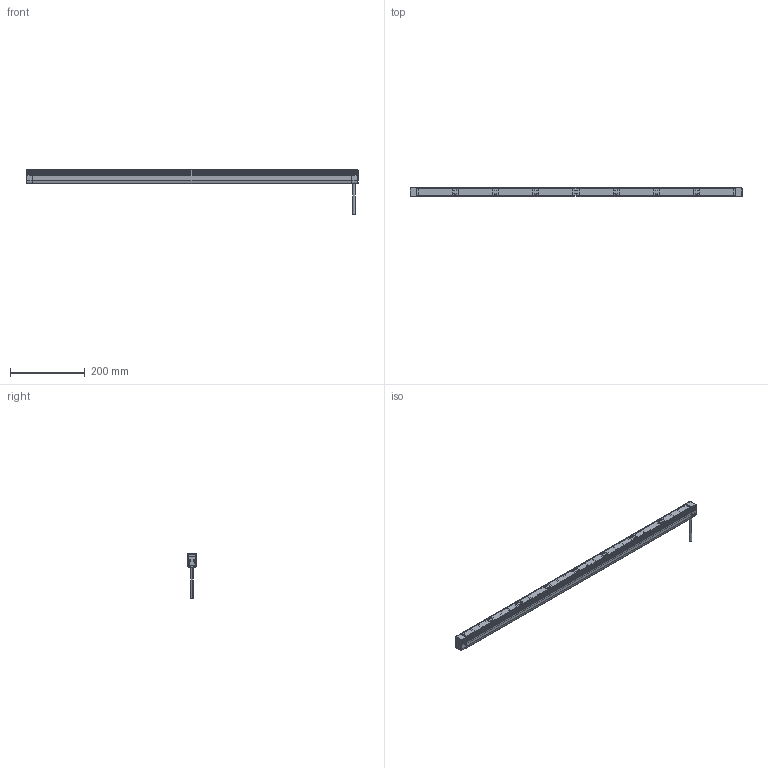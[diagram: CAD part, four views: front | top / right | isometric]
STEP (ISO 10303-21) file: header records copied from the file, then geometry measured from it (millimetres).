
FILE_DESCRIPTION((''),'2;1');
FILE_NAME('E10-8-EXTRUSION_SW0001_1_ASM_1_ASM','2025-08-11T16:13:26',('candice.wang'),(''),'CREO PARAMETRIC BY PTC INC, 2018100','CREO PARAMETRIC BY PTC INC, 2018100','');
FILE_SCHEMA(('AUTOMOTIVE_DESIGN { 1 0 10303 214 1 1 1 1 }'));
Products named in the file (3): E10-8-EXTRUSION_SW0001_1_1_1; E10-8-EXTRUSION_SW0001_1_2_1; E10-8-EXTRUSION_SW0001_1_ASM_1_ASM
Assembly tree (2 placements, depth 2):
  E10-8-EXTRUSION_SW0001_1_ASM_1_ASM
    E10-8-EXTRUSION_SW0001_1_1_1
    E10-8-EXTRUSION_SW0001_1_2_1
Bounding box: 891 x 24.1 x 120.07 mm (x, y, z)
Volume: 137638.2 mm3; surface area: 330231.5 mm2
Topology: 8 solids, 9 shells, 3572 faces, 9985 edges, 6335 vertices
Faces by surface type: plane 1568, cylinder 1014, bspline 376, torus 172, sphere 168, revolution 144, cone 126, extrusion 4
Entity records: 186258 total; most frequent: CARTESIAN_POINT 73020, ORIENTED_EDGE 19860, DIRECTION 15108, EDGE_CURVE 9934, VERTEX_POINT 6333, VECTOR 5194, LINE 5190, PRESENTATION_STYLE_ASSIGNMENT 5139
